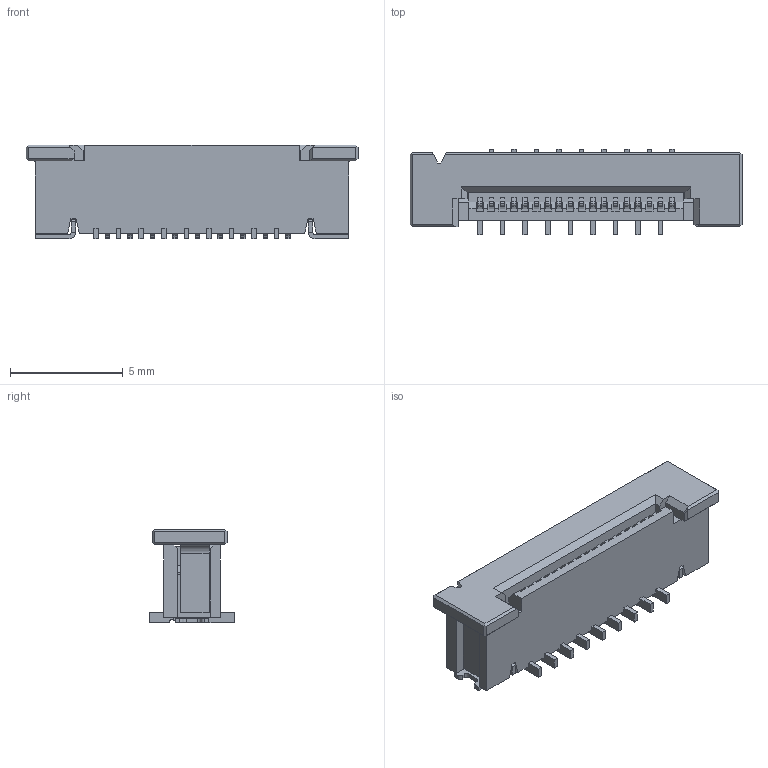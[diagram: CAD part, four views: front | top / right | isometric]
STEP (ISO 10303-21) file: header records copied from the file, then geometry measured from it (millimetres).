
FILE_DESCRIPTION(('STEP AP203'),'1');
FILE_NAME('1-1734742-8.stp','2021-08-21T13:54:56',('TraceParts'),('TraceParts S.A.'),'Spatial InterOp 3D',' ',' ');
FILE_SCHEMA(('CONFIG_CONTROL_DESIGN'));
Length unit declared in the file: millimetre
Products named in the file (1): 1
Bounding box: 14.7 x 3.8 x 4.15 mm (x, y, z)
Volume: 118.5 mm3; surface area: 496.7 mm2
Topology: 1 solids, 1 shells, 856 faces, 2490 edges, 1627 vertices
Faces by surface type: plane 733, cylinder 123
Entity records: 27898 total; most frequent: CARTESIAN_POINT 4980, ORIENTED_EDGE 4980, DIRECTION 4448, EDGE_CURVE 2490, LINE 2242, VECTOR 2242, VERTEX_POINT 1627, AXIS2_PLACEMENT_3D 1103
